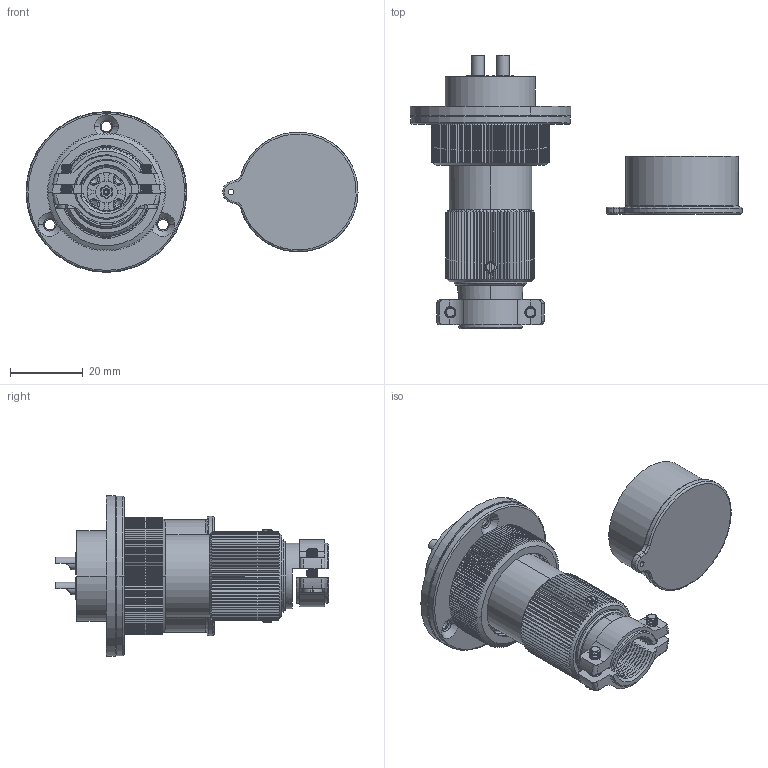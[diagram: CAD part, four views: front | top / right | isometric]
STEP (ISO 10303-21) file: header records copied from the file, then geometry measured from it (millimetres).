
FILE_DESCRIPTION((''),'2;1');
FILE_NAME('ASM0017_ASM','2024-04-08T',('13001'),(''),'PRO/ENGINEER BY PARAMETRIC TECHNOLOGY CORPORATION, 2012480','PRO/ENGINEER BY PARAMETRIC TECHNOLOGY CORPORATION, 2012480','');
FILE_SCHEMA(('CONFIG_CONTROL_DESIGN'));
Products named in the file (4): 3D_1690043131001_HY-Z2504-S01E0; 3D_1690044231001_HY-T2504-S01E1; 3D_2690000009001_HY-Z25-CV_V1_0; ASM0017_ASM
Assembly tree (3 placements, depth 2):
  ASM0017_ASM
    3D_1690043131001_HY-Z2504-S01E0
    3D_1690044231001_HY-T2504-S01E1
    3D_2690000009001_HY-Z25-CV_V1_0
Bounding box: 91.47 x 75.25 x 44.3 mm (x, y, z)
Volume: 31349 mm3; surface area: 34664.3 mm2
Topology: 3 solids, 5 shells, 2278 faces, 6893 edges, 4618 vertices
Faces by surface type: plane 897, cylinder 710, bspline 213, cone 208, extrusion 172, torus 56, sphere 22
Entity records: 113356 total; most frequent: CARTESIAN_POINT 56582, ORIENTED_EDGE 13698, DIRECTION 9200, EDGE_CURVE 6849, VERTEX_POINT 4618, AXIS2_PLACEMENT_3D 3322, B_SPLINE_CURVE_WITH_KNOTS 3215, VECTOR 2556
